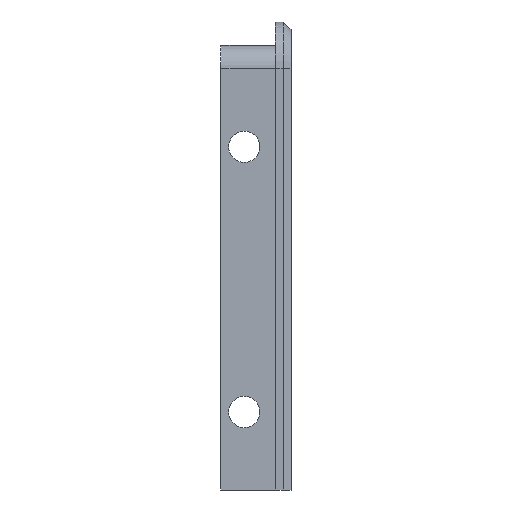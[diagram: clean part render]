
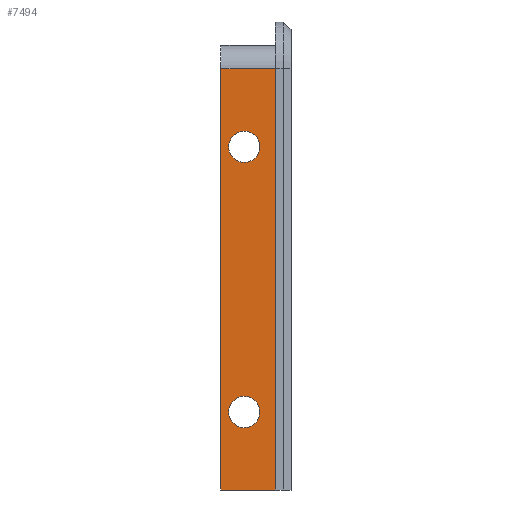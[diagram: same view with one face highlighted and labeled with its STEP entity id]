
A CAD part, left-side view. The second image highlights one B-rep face of the part: STEP entity #7494.
In plain terms, the highlighted planar face has unit normal (-1, 0, 0).
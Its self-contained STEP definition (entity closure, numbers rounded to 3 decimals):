
#229=FACE_BOUND('',#1194,.T.);
#230=FACE_BOUND('',#1195,.T.);
#246=CIRCLE('',#7816,2.);
#249=CIRCLE('',#7820,2.);
#643=FACE_OUTER_BOUND('',#1193,.T.);
#1193=EDGE_LOOP('',(#6831,#6832,#6833,#6834));
#1194=EDGE_LOOP('',(#6835));
#1195=EDGE_LOOP('',(#6836));
#2130=LINE('',#11592,#3093);
#2151=LINE('',#11648,#3114);
#2159=LINE('',#11667,#3122);
#2160=LINE('',#11669,#3123);
#3093=VECTOR('',#9558,10.);
#3114=VECTOR('',#9619,10.);
#3122=VECTOR('',#9639,10.);
#3123=VECTOR('',#9642,10.);
#3718=VERTEX_POINT('',#11424);
#3721=VERTEX_POINT('',#11432);
#3774=VERTEX_POINT('',#11590);
#3775=VERTEX_POINT('',#11591);
#3790=VERTEX_POINT('',#11647);
#3795=VERTEX_POINT('',#11665);
#4686=EDGE_CURVE('',#3718,#3718,#246,.T.);
#4690=EDGE_CURVE('',#3721,#3721,#249,.T.);
#4773=EDGE_CURVE('',#3774,#3775,#2130,.T.);
#4801=EDGE_CURVE('',#3774,#3790,#2151,.T.);
#4811=EDGE_CURVE('',#3775,#3795,#2159,.T.);
#4812=EDGE_CURVE('',#3790,#3795,#2160,.T.);
#6831=ORIENTED_EDGE('',*,*,#4773,.T.);
#6832=ORIENTED_EDGE('',*,*,#4811,.T.);
#6833=ORIENTED_EDGE('',*,*,#4812,.F.);
#6834=ORIENTED_EDGE('',*,*,#4801,.F.);
#6835=ORIENTED_EDGE('',*,*,#4686,.T.);
#6836=ORIENTED_EDGE('',*,*,#4690,.T.);
#7158=PLANE('',#7898);
#7494=ADVANCED_FACE('',(#643,#229,#230),#7158,.T.);
#7816=AXIS2_PLACEMENT_3D('',#11425,#9392,#9393);
#7820=AXIS2_PLACEMENT_3D('',#11433,#9401,#9402);
#7898=AXIS2_PLACEMENT_3D('',#11668,#9640,#9641);
#9392=DIRECTION('center_axis',(1.,0.,0.));
#9393=DIRECTION('ref_axis',(0.,-1.,0.));
#9401=DIRECTION('center_axis',(1.,0.,0.));
#9402=DIRECTION('ref_axis',(0.,-1.,0.));
#9558=DIRECTION('',(0.,0.,1.));
#9619=DIRECTION('',(0.,1.,0.));
#9639=DIRECTION('',(0.,1.,0.));
#9640=DIRECTION('center_axis',(-1.,0.,0.));
#9641=DIRECTION('ref_axis',(0.,0.,
1.));
#9642=DIRECTION('',(0.,0.,1.));
#11424=CARTESIAN_POINT('',(-73.,-124.,-14.523));
#11425=CARTESIAN_POINT('Origin',(-73.,-126.,-14.523));
#11432=CARTESIAN_POINT('',(-73.,-124.,-48.523));
#11433=CARTESIAN_POINT('Origin',(-73.,-126.,-48.523));
#11590=CARTESIAN_POINT('',(-73.,-130.,-58.523));
#11591=CARTESIAN_POINT('',(-73.,-130.,-4.523));
#11592=CARTESIAN_POINT('',(-73.,-130.,-58.523));
#11647=CARTESIAN_POINT('',(-73.,-123.,-58.523));
#11648=CARTESIAN_POINT('',(-73.,-130.,-58.523));
#11665=CARTESIAN_POINT('',(-73.,-123.,-4.523));
#11667=CARTESIAN_POINT('',(-73.,-130.,-4.523));
#11668=CARTESIAN_POINT('Origin',(-73.,-130.,-58.523));
#11669=CARTESIAN_POINT('',(-73.,-123.,-58.523));
